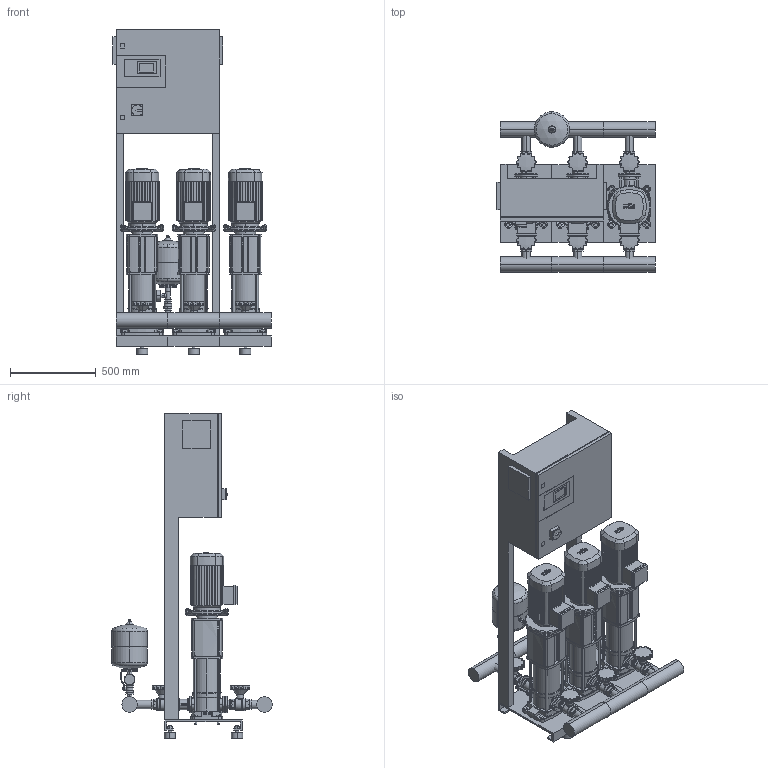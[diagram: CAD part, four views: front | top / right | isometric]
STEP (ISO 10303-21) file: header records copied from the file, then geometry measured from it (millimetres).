
FILE_DESCRIPTION((''),'2;1');
FILE_NAME('3d_CO-3HELIXV1605_K_CC-01-2532211.stp','2016-01-25T09:33:36',(''),(''),'Mechanical Desktop 2009','Mechanical Desktop 2009',', , ');
FILE_SCHEMA(('CONFIG_CONTROL_DESIGN'));
Length unit declared in the file: millimetre
Products named in the file (1): Product
Bounding box: 920 x 932.45 x 1885 mm (x, y, z)
Volume: 204834504.1 mm3; surface area: 10273198.8 mm2
Topology: 153 solids, 153 shells, 5141 faces, 13393 edges, 8772 vertices
Faces by surface type: plane 2193, bspline 1304, cylinder 1302, cone 234, torus 88, sphere 20
Entity records: 168599 total; most frequent: CARTESIAN_POINT 42592, ORIENTED_EDGE 26762, DIRECTION 24559, EDGE_CURVE 13381, VERTEX_POINT 8766, VECTOR 8561, LINE 8561, AXIS2_PLACEMENT_3D 7999
